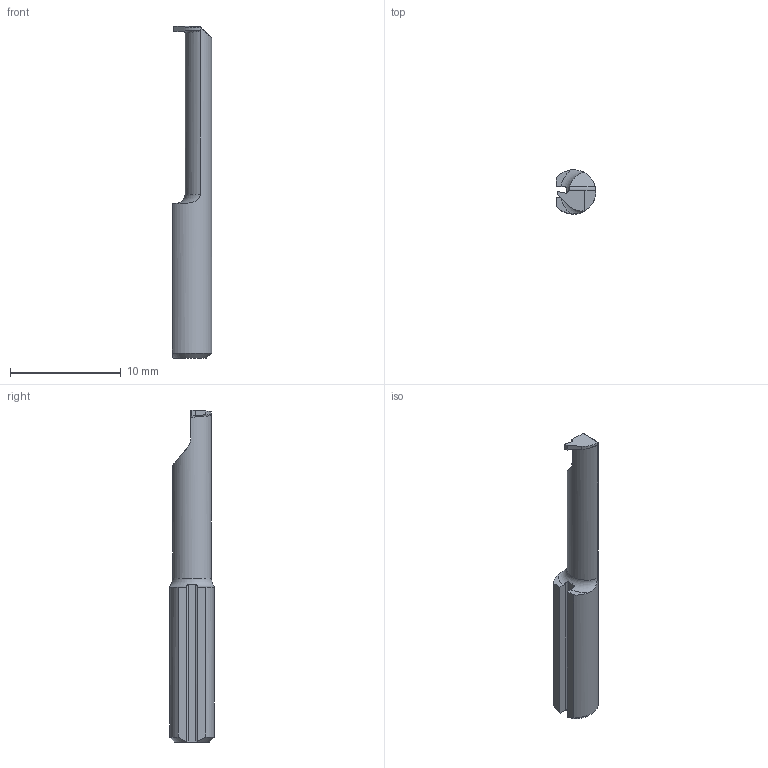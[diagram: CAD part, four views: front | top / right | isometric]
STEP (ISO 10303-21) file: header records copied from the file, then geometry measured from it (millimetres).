
FILE_DESCRIPTION (( 'STEP AP203' ), '1' );
FILE_NAME ('L004.0050-16.step', '2024-04-04T05:44:05', ( '' ), ( '' ), 'SwSTEP 2.0', 'SolidWorks 2022', '' );
FILE_SCHEMA (( 'CONFIG_CONTROL_DESIGN' ));
Length unit declared in the file: millimetre
Products named in the file (1): L004.0050-16
Bounding box: 3.55 x 4 x 30 mm (x, y, z)
Volume: 239.1 mm3; surface area: 350.8 mm2
Topology: 1 solids, 1 shells, 27 faces, 74 edges, 49 vertices
Faces by surface type: plane 17, cylinder 7, torus 1, cone 1, bspline 1
Entity records: 1004 total; most frequent: CARTESIAN_POINT 297, ORIENTED_EDGE 148, DIRECTION 110, EDGE_CURVE 74, VERTEX_POINT 49, LINE 38, VECTOR 38, AXIS2_PLACEMENT_3D 36
